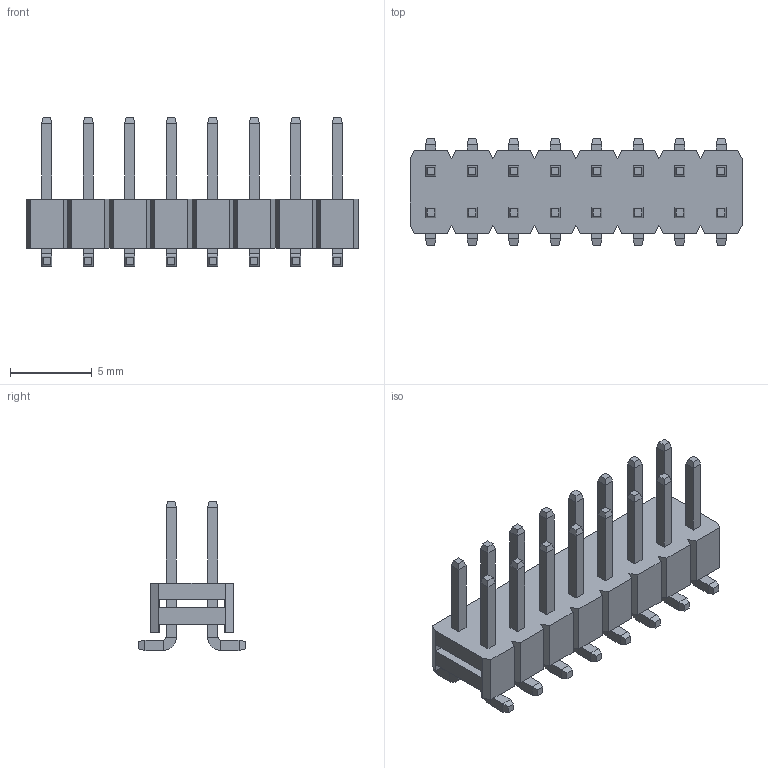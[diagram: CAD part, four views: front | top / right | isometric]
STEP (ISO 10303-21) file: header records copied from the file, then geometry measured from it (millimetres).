
FILE_DESCRIPTION (( 'STEP AP214' ), '1' );
FILE_NAME ('FPH25473-D16S1014150501M-REF.STEP', '2025-03-13T07:22:53', ( '' ), ( '' ), 'SwSTEP 2.0', 'SolidWorks 2021', '' );
FILE_SCHEMA (( 'AUTOMOTIVE_DESIGN' ));
Length unit declared in the file: millimetre
Products named in the file (1): FPH25473-D16S1014150501M-REF
Bounding box: 20.32 x 6.5 x 9.12 mm (x, y, z)
Volume: 277.2 mm3; surface area: 900.7 mm2
Topology: 1 solids, 1 shells, 540 faces, 1262 edges, 756 vertices
Faces by surface type: plane 508, cylinder 32
Entity records: 14904 total; most frequent: CARTESIAN_POINT 2559, ORIENTED_EDGE 2524, DIRECTION 2408, EDGE_CURVE 1262, VECTOR 1198, LINE 1198, VERTEX_POINT 756, EDGE_LOOP 606
